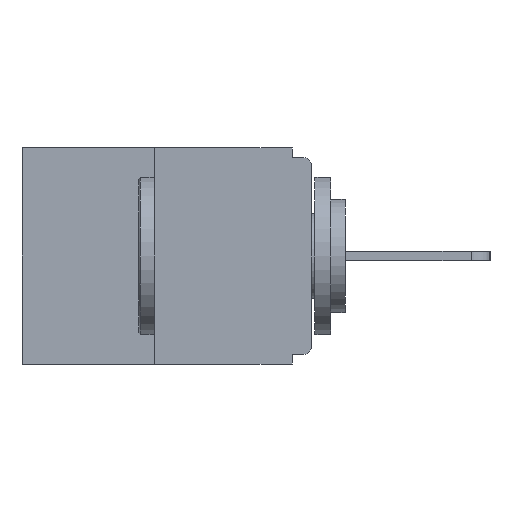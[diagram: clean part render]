
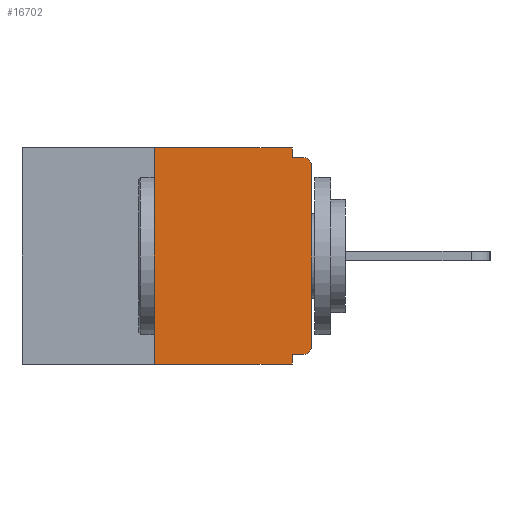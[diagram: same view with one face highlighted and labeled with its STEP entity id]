
A CAD part, left-side view. The second image highlights one B-rep face of the part: STEP entity #16702.
In plain terms, the highlighted planar face has unit normal (-1, 0, 0).
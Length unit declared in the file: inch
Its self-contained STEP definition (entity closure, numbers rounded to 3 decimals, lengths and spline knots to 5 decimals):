
#6 = PLANE ( 'NONE',  #12083 ) ;
#26 = VECTOR ( 'NONE', #11406, 39.37008 ) ;
#157 = DIRECTION ( 'NONE',  ( -1., 0., 0. ) ) ;
#160 = VECTOR ( 'NONE', #24088, 39.37008 ) ;
#572 = AXIS2_PLACEMENT_3D ( 'NONE', #15418, #21614, #5703 ) ;
#1991 = LINE ( 'NONE', #7544, #8882 ) ;
#2701 = ORIENTED_EDGE ( 'NONE', *, *, #6767, .F. ) ;
#2770 = CARTESIAN_POINT ( 'NONE',  ( 0., 0., -0.03 ) ) ;
#3105 = ORIENTED_EDGE ( 'NONE', *, *, #11913, .F. ) ;
#4064 = CARTESIAN_POINT ( 'NONE',  ( 0., 0., 0. ) ) ;
#4111 = DIRECTION ( 'NONE',  ( 0., 0., -1. ) ) ;
#4402 = VERTEX_POINT ( 'NONE', #21744 ) ;
#4827 = EDGE_LOOP ( 'NONE', ( #25625, #4918, #5603, #2701, #14963, #25611, #12189, #13735, #23621, #3105 ) ) ;
#4918 = ORIENTED_EDGE ( 'NONE', *, *, #13619, .F. ) ;
#5326 = AXIS2_PLACEMENT_3D ( 'NONE', #12155, #157, #18509 ) ;
#5603 = ORIENTED_EDGE ( 'NONE', *, *, #18429, .T. ) ;
#5703 = DIRECTION ( 'NONE',  ( 0., 0., -1. ) ) ;
#5855 = CARTESIAN_POINT ( 'NONE',  ( 0., 0.46, 0. ) ) ;
#5858 = CARTESIAN_POINT ( 'NONE',  ( 0., 0.031, 0. ) ) ;
#5966 = VERTEX_POINT ( 'NONE', #15727 ) ;
#6060 = DIRECTION ( 'NONE',  ( 0., 0., -1. ) ) ;
#6767 = EDGE_CURVE ( 'NONE', #23567, #7253, #9247, .T. ) ;
#6903 = CARTESIAN_POINT ( 'NONE',  ( 0., 0., -0.015 ) ) ;
#6939 = VERTEX_POINT ( 'NONE', #17395 ) ;
#7253 = VERTEX_POINT ( 'NONE', #20676 ) ;
#7544 = CARTESIAN_POINT ( 'NONE',  ( 0., 0.46, -0.343 ) ) ;
#8064 = DIRECTION ( 'NONE',  ( 1., 0., 0. ) ) ;
#8218 = LINE ( 'NONE', #13331, #14182 ) ;
#8242 = CARTESIAN_POINT ( 'NONE',  ( 0., 0.031, -0.343 ) ) ;
#8882 = VECTOR ( 'NONE', #17606, 39.37008 ) ;
#9247 = LINE ( 'NONE', #8242, #17366 ) ;
#9428 = CIRCLE ( 'NONE', #5326, 0.015 ) ;
#10953 = EDGE_CURVE ( 'NONE', #5966, #12724, #23622, .T. ) ;
#11311 = VERTEX_POINT ( 'NONE', #5858 ) ;
#11406 = DIRECTION ( 'NONE',  ( 0., 1., 0. ) ) ;
#11589 = CARTESIAN_POINT ( 'NONE',  ( 0., 0., -0.328 ) ) ;
#11913 = EDGE_CURVE ( 'NONE', #11311, #4402, #13932, .T. ) ;
#12083 = AXIS2_PLACEMENT_3D ( 'NONE', #17943, #8064, #4111 ) ;
#12155 = CARTESIAN_POINT ( 'NONE',  ( 0., 0.015, -0.03 ) ) ;
#12189 = ORIENTED_EDGE ( 'NONE', *, *, #16944, .T. ) ;
#12336 = CARTESIAN_POINT ( 'NONE',  ( 0., 0.031, -0.328 ) ) ;
#12724 = VERTEX_POINT ( 'NONE', #15532 ) ;
#13331 = CARTESIAN_POINT ( 'NONE',  ( 0., 0.25, 0. ) ) ;
#13454 = LINE ( 'NONE', #4064, #21255 ) ;
#13619 = EDGE_CURVE ( 'NONE', #6939, #18251, #8218, .T. ) ;
#13735 = ORIENTED_EDGE ( 'NONE', *, *, #16003, .T. ) ;
#13795 = FACE_OUTER_BOUND ( 'NONE', #4827, .T. ) ;
#13932 = LINE ( 'NONE', #20314, #160 ) ;
#14182 = VECTOR ( 'NONE', #17324, 39.37008 ) ;
#14696 = DIRECTION ( 'NONE',  ( 0., -1., 0. ) ) ;
#14963 = ORIENTED_EDGE ( 'NONE', *, *, #16234, .F. ) ;
#15418 = CARTESIAN_POINT ( 'NONE',  ( 0., 0.015, -0.313 ) ) ;
#15532 = CARTESIAN_POINT ( 'NONE',  ( 0., 0., -0.313 ) ) ;
#15727 = CARTESIAN_POINT ( 'NONE',  ( 0., 0.015, -0.328 ) ) ;
#15797 = VERTEX_POINT ( 'NONE', #17374 ) ;
#16003 = EDGE_CURVE ( 'NONE', #23826, #15797, #9428, .T. ) ;
#16185 = DIRECTION ( 'NONE',  ( 0., -1., 0. ) ) ;
#16234 = EDGE_CURVE ( 'NONE', #5966, #23567, #24460, .T. ) ;
#16702 = ADVANCED_FACE ( 'NONE', ( #13795 ), #6, .F. ) ;
#16944 = EDGE_CURVE ( 'NONE', #12724, #23826, #13454, .T. ) ;
#17324 = DIRECTION ( 'NONE',  ( 0., 0., 1. ) ) ;
#17366 = VECTOR ( 'NONE', #6060, 39.37008 ) ;
#17374 = CARTESIAN_POINT ( 'NONE',  ( 0., 0.015, -0.015 ) ) ;
#17395 = CARTESIAN_POINT ( 'NONE',  ( 0., 0.25, -0.343 ) ) ;
#17606 = DIRECTION ( 'NONE',  ( 0., -1., 0. ) ) ;
#17768 = VECTOR ( 'NONE', #16185, 39.37008 ) ;
#17943 = CARTESIAN_POINT ( 'NONE',  ( 0., 0.46, 0. ) ) ;
#18067 = DIRECTION ( 'NONE',  ( 0., 0., 1. ) ) ;
#18251 = VERTEX_POINT ( 'NONE', #18430 ) ;
#18429 = EDGE_CURVE ( 'NONE', #6939, #7253, #1991, .T. ) ;
#18430 = CARTESIAN_POINT ( 'NONE',  ( 0., 0.25, 0. ) ) ;
#18509 = DIRECTION ( 'NONE',  ( 0., 0., -1. ) ) ;
#19022 = LINE ( 'NONE', #6903, #20605 ) ;
#20314 = CARTESIAN_POINT ( 'NONE',  ( 0., 0.031, 0. ) ) ;
#20605 = VECTOR ( 'NONE', #14696, 39.37008 ) ;
#20676 = CARTESIAN_POINT ( 'NONE',  ( 0., 0.031, -0.343 ) ) ;
#21255 = VECTOR ( 'NONE', #18067, 39.37008 ) ;
#21517 = LINE ( 'NONE', #5855, #17768 ) ;
#21614 = DIRECTION ( 'NONE',  ( -1., 0., 0. ) ) ;
#21744 = CARTESIAN_POINT ( 'NONE',  ( 0., 0.031, -0.015 ) ) ;
#23567 = VERTEX_POINT ( 'NONE', #12336 ) ;
#23621 = ORIENTED_EDGE ( 'NONE', *, *, #25141, .F. ) ;
#23622 = CIRCLE ( 'NONE', #572, 0.015 ) ;
#23826 = VERTEX_POINT ( 'NONE', #2770 ) ;
#24088 = DIRECTION ( 'NONE',  ( 0., 0., -1. ) ) ;
#24460 = LINE ( 'NONE', #11589, #26 ) ;
#25141 = EDGE_CURVE ( 'NONE', #4402, #15797, #19022, .T. ) ;
#25514 = EDGE_CURVE ( 'NONE', #18251, #11311, #21517, .T. ) ;
#25611 = ORIENTED_EDGE ( 'NONE', *, *, #10953, .T. ) ;
#25625 = ORIENTED_EDGE ( 'NONE', *, *, #25514, .F. ) ;
